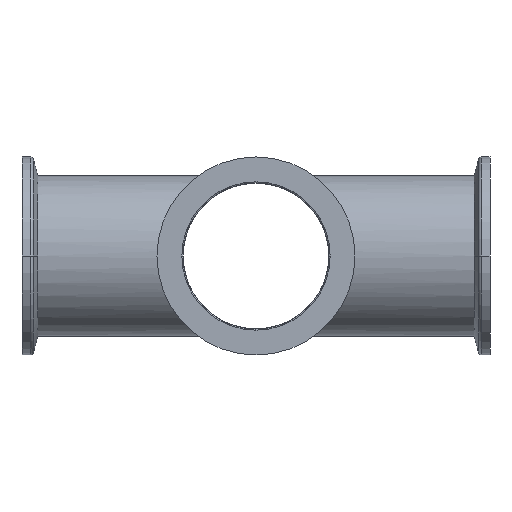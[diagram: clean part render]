
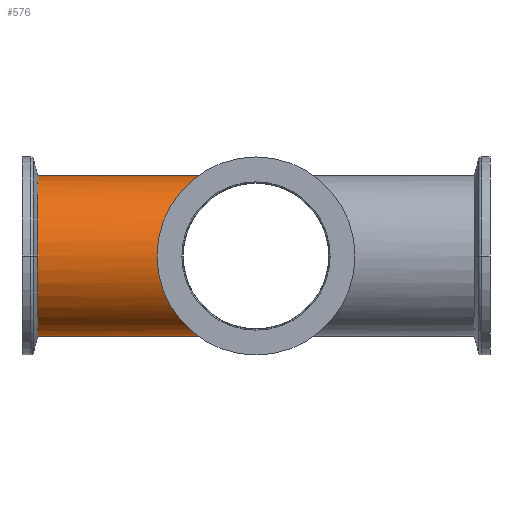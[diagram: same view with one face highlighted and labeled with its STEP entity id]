
A CAD part, left-side view. The second image highlights one B-rep face of the part: STEP entity #576.
In plain terms, the highlighted cylindrical face has radius 22.25 mm (diameter 44.5 mm), a partial arc.
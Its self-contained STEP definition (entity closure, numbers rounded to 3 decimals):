
#100 = DIRECTION ( 'NONE',  ( 0., 0., 1. ) ) ;
#147 = DIRECTION ( 'NONE',  ( 0., -1., 0. ) ) ;
#279 = EDGE_CURVE ( 'NONE', #2968, #1445, #2588, .T. ) ;
#349 = EDGE_LOOP ( 'NONE', ( #1176, #2509, #542, #1720 ) ) ;
#358 = CARTESIAN_POINT ( 'NONE',  ( 0., 61.5, 22.25 ) ) ;
#420 = CARTESIAN_POINT ( 'NONE',  ( 0., 80., -22.25 ) ) ;
#530 = VECTOR ( 'NONE', #1447, 1000. ) ;
#542 = ORIENTED_EDGE ( 'NONE', *, *, #1108, .F. ) ;
#576 = ADVANCED_FACE ( 'NONE', ( #1734 ), #2064, .T. ) ;
#645 = CARTESIAN_POINT ( 'NONE',  ( 0., 0., -22.25 ) ) ;
#728 = CARTESIAN_POINT ( 'NONE',  ( 0., 61.5, 0. ) ) ;
#736 = AXIS2_PLACEMENT_3D ( 'NONE', #3066, #1847, #100 ) ;
#920 = CIRCLE ( 'NONE', #1234, 22.25 ) ;
#974 = DIRECTION ( 'NONE',  ( 1., 0., 0. ) ) ;
#1108 = EDGE_CURVE ( 'NONE', #1445, #2605, #2226, .T. ) ;
#1176 = ORIENTED_EDGE ( 'NONE', *, *, #3129, .T. ) ;
#1234 = AXIS2_PLACEMENT_3D ( 'NONE', #728, #2450, #974 ) ;
#1445 = VERTEX_POINT ( 'NONE', #1644 ) ;
#1447 = DIRECTION ( 'NONE',  ( 0., -1., 0. ) ) ;
#1480 = CARTESIAN_POINT ( 'NONE',  ( 0., 0., -22.25 ) ) ;
#1644 = CARTESIAN_POINT ( 'NONE',  ( 0., 0., 22.25 ) ) ;
#1720 = ORIENTED_EDGE ( 'NONE', *, *, #279, .F. ) ;
#1734 = FACE_OUTER_BOUND ( 'NONE', #349, .T. ) ;
#1802 = LINE ( 'NONE', #420, #3041 ) ;
#1822 = VERTEX_POINT ( 'NONE', #2911 ) ;
#1847 = DIRECTION ( 'NONE',  ( 0., -1., 0. ) ) ;
#1869 = CARTESIAN_POINT ( 'NONE',  ( -44.5, 44.5, 22.25 ) ) ;
#2064 = CYLINDRICAL_SURFACE ( 'NONE', #736, 22.25 ) ;
#2112 = CARTESIAN_POINT ( 'NONE',  ( 0., 0., 22.25 ) ) ;
#2226 =( BOUNDED_CURVE ( )  B_SPLINE_CURVE ( 3, ( #2112, #1869, #2852, #645 ),
 .UNSPECIFIED., .F., .T. ) 
 B_SPLINE_CURVE_WITH_KNOTS ( ( 4, 4 ),
 ( 1.571, 4.712 ),
 .UNSPECIFIED. ) 
 CURVE ( )  GEOMETRIC_REPRESENTATION_ITEM ( )  RATIONAL_B_SPLINE_CURVE ( ( 1., 0.333, 0.333, 1. ) ) 
 REPRESENTATION_ITEM ( '' )  );
#2450 = DIRECTION ( 'NONE',  ( 0., -1., 0. ) ) ;
#2497 = EDGE_CURVE ( 'NONE', #1822, #2605, #1802, .T. ) ;
#2509 = ORIENTED_EDGE ( 'NONE', *, *, #2497, .T. ) ;
#2588 = LINE ( 'NONE', #2916, #530 ) ;
#2605 = VERTEX_POINT ( 'NONE', #1480 ) ;
#2852 = CARTESIAN_POINT ( 'NONE',  ( -44.5, 44.5, -22.25 ) ) ;
#2911 = CARTESIAN_POINT ( 'NONE',  ( 0., 61.5, -22.25 ) ) ;
#2916 = CARTESIAN_POINT ( 'NONE',  ( 0., 80., 22.25 ) ) ;
#2968 = VERTEX_POINT ( 'NONE', #358 ) ;
#3041 = VECTOR ( 'NONE', #147, 1000. ) ;
#3066 = CARTESIAN_POINT ( 'NONE',  ( 0., 80., 0. ) ) ;
#3129 = EDGE_CURVE ( 'NONE', #2968, #1822, #920, .T. ) ;
